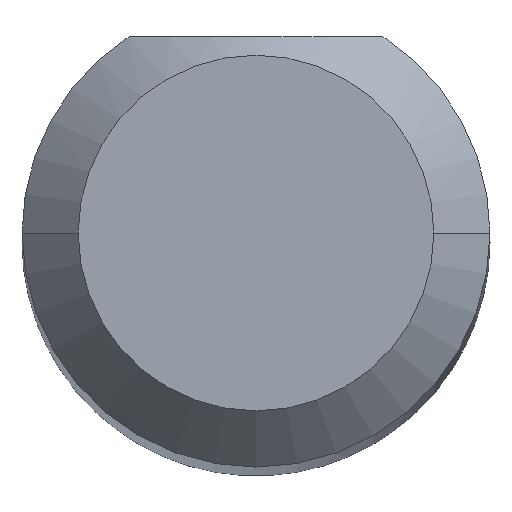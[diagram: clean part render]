
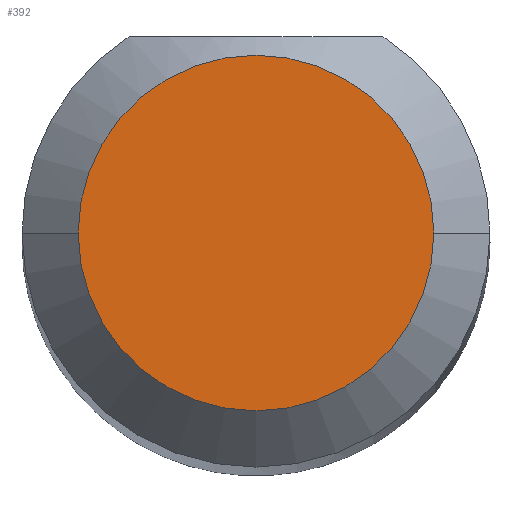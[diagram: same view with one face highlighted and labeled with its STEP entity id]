
A CAD part, top view. The second image highlights one B-rep face of the part: STEP entity #392.
In plain terms, the highlighted planar face has unit normal (0, 0, 1).
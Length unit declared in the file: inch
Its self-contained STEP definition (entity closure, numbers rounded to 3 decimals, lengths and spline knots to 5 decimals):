
#8 = DIRECTION ( 'NONE',  ( 0., 0., 1. ) ) ;
#35 = EDGE_CURVE ( 'NONE', #496, #212, #82, .T. ) ;
#59 = EDGE_CURVE ( 'NONE', #212, #496, #297, .T. ) ;
#82 = CIRCLE ( 'NONE', #328, 0.0475 ) ;
#105 = ORIENTED_EDGE ( 'NONE', *, *, #35, .T. ) ;
#117 = DIRECTION ( 'NONE',  ( 1., 0., 0. ) ) ;
#149 = AXIS2_PLACEMENT_3D ( 'NONE', #182, #8, #506 ) ;
#182 = CARTESIAN_POINT ( 'NONE',  ( 0., 0., 1.5 ) ) ;
#212 = VERTEX_POINT ( 'NONE', #277 ) ;
#223 = CARTESIAN_POINT ( 'NONE',  ( 0.0475, 0., 1.5 ) ) ;
#246 = ORIENTED_EDGE ( 'NONE', *, *, #59, .T. ) ;
#250 = CARTESIAN_POINT ( 'NONE',  ( 0., 0., 1.5 ) ) ;
#253 = DIRECTION ( 'NONE',  ( 0., 0., 1. ) ) ;
#277 = CARTESIAN_POINT ( 'NONE',  ( -0.0475, 0., 1.5 ) ) ;
#297 = CIRCLE ( 'NONE', #149, 0.0475 ) ;
#320 = FACE_OUTER_BOUND ( 'NONE', #462, .T. ) ;
#328 = AXIS2_PLACEMENT_3D ( 'NONE', #466, #253, #374 ) ;
#374 = DIRECTION ( 'NONE',  ( 1., 0., 0. ) ) ;
#392 = ADVANCED_FACE ( 'NONE', ( #320 ), #484, .T. ) ;
#413 = DIRECTION ( 'NONE',  ( 0., 0., 1. ) ) ;
#439 = AXIS2_PLACEMENT_3D ( 'NONE', #250, #413, #117 ) ;
#462 = EDGE_LOOP ( 'NONE', ( #246, #105 ) ) ;
#466 = CARTESIAN_POINT ( 'NONE',  ( 0., 0., 1.5 ) ) ;
#484 = PLANE ( 'NONE',  #439 ) ;
#496 = VERTEX_POINT ( 'NONE', #223 ) ;
#506 = DIRECTION ( 'NONE',  ( 1., 0., 0. ) ) ;
